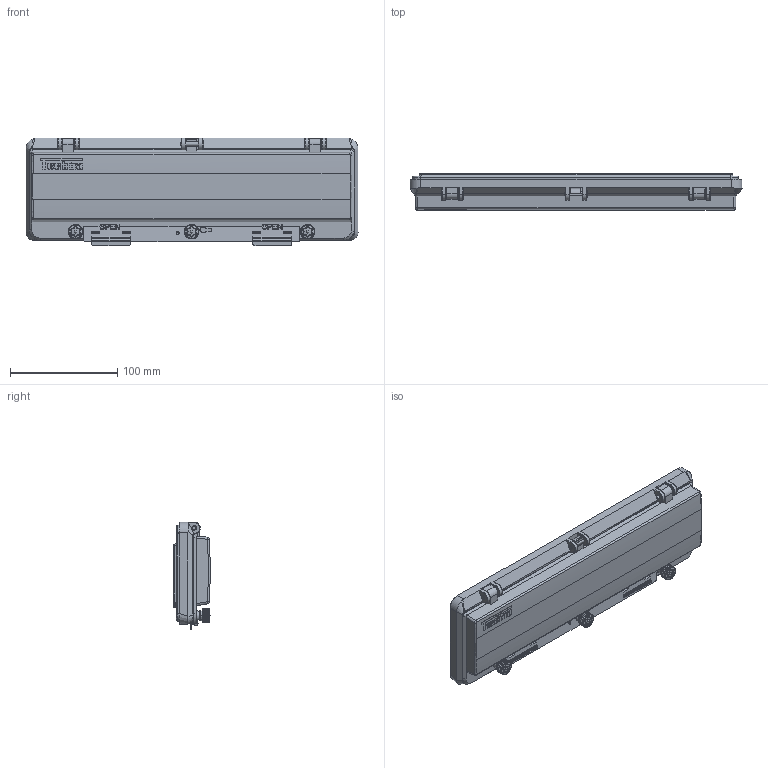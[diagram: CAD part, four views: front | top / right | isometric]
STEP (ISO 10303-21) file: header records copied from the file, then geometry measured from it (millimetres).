
FILE_DESCRIPTION (( 'STEP AP214' ), '1' );
FILE_NAME ('WinTec16.STEP', '2023-03-21T09:42:31', ( '' ), ( '' ), 'SwSTEP 2.0', 'SolidWorks 2023', '' );
FILE_SCHEMA (( 'AUTOMOTIVE_DESIGN' ));
Length unit declared in the file: millimetre
Products named in the file (6): JIAOTIAO-16A_1; 16A-1_1; XIAODING_1; LUOSHUAN_2; WinTec16; 16A-2_1
Assembly tree (8 placements, depth 2):
  WinTec16
    16A-2_1
    16A-1_1
    JIAOTIAO-16A_1
    LUOSHUAN_2  x3
    XIAODING_1  x2
Bounding box: 309 x 33.56 x 100.36 mm (x, y, z)
Volume: 203994.5 mm3; surface area: 189433.5 mm2
Topology: 8 solids, 8 shells, 3357 faces, 9106 edges, 5827 vertices
Faces by surface type: plane 1749, bspline 600, cylinder 511, cone 497
Entity records: 93484 total; most frequent: CARTESIAN_POINT 30252, ORIENTED_EDGE 14396, DIRECTION 11269, EDGE_CURVE 7198, VECTOR 5331, LINE 5331, VERTEX_POINT 4691, AXIS2_PLACEMENT_3D 2969
